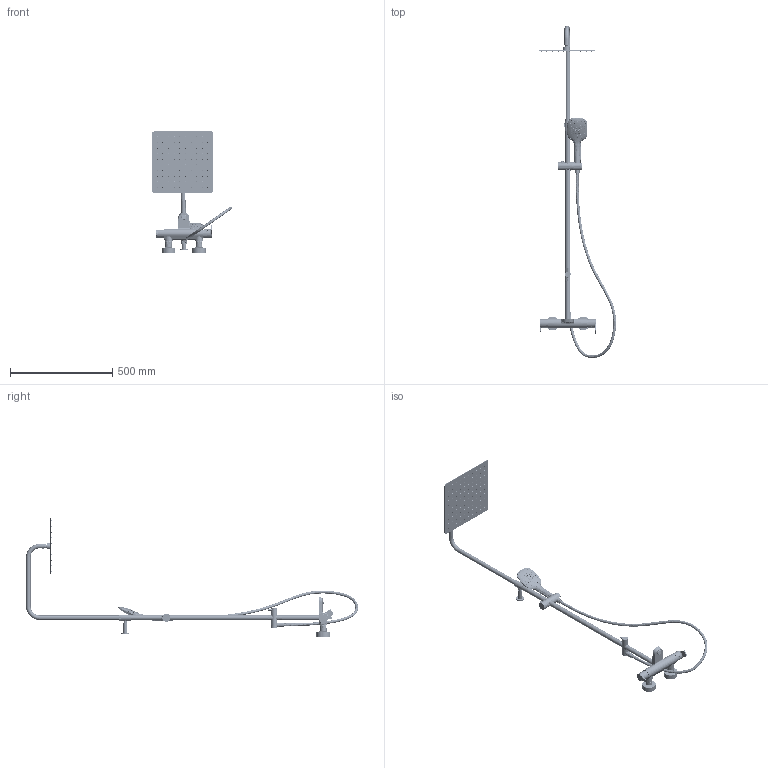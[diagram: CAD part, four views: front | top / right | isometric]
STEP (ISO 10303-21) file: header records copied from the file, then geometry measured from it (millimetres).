
FILE_DESCRIPTION (( 'STEP AP203' ), '1' );
FILE_NAME ('94CP11969.STEP', '2025-09-02T07:39:07', ( '' ), ( '' ), 'SwSTEP 2.0', 'SolidWorks 2021', '' );
FILE_SCHEMA (( 'CONFIG_CONTROL_DESIGN' ));
Products named in the file (1): 94CP11969
Bounding box: 392.11 x 1622.91 x 591.95 mm (x, y, z)
Volume: 1309360.9 mm3; surface area: 1107470.4 mm2
Topology: 137 solids, 137 shells, 7012 faces, 17325 edges, 11061 vertices
Faces by surface type: bspline 3512, cylinder 1557, plane 1454, cone 436, torus 46, sphere 7
Full cylindrical faces by diameter (mm): 1.5 x100, 1.7 x102, 2 x1, 2.3 x1, 3.1 x150, 3.3 x101, 3.6 x50, 4 x1, 4.2 x1, 4.4 x50, 4.5 x3, 4.8 x1, 5 x102, 5.1 x2, 5.5 x1, 6 x1, 6.2 x2, 6.8 x1, 7 x3, 8 x3, 8.2 x1, 8.5 x1, 8.9 x1, 9 x1, 9.5 x1, 10 x102, 10.5 x2, 11 x2, 11.5 x1, 12.45 x1
Entity records: 523343 total; most frequent: CARTESIAN_POINT 403563, ORIENTED_EDGE 27458, DIRECTION 14618, EDGE_CURVE 13729, EDGE_LOOP 10756, VERTEX_POINT 10051, FACE_OUTER_BOUND 9148, B_SPLINE_CURVE_WITH_KNOTS 7585
